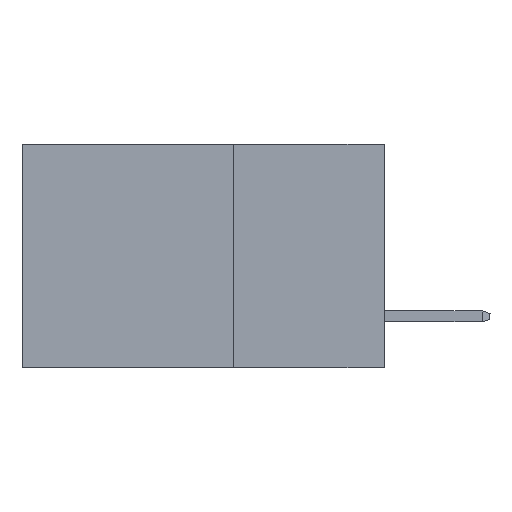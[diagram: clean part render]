
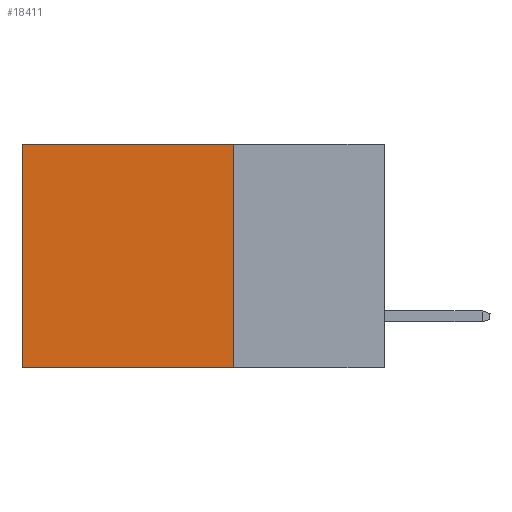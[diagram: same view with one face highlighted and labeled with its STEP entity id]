
A CAD part, left-side view. The second image highlights one B-rep face of the part: STEP entity #18411.
In plain terms, the highlighted planar face has unit normal (-1, 0, 0).
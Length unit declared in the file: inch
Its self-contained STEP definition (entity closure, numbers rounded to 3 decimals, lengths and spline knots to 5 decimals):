
#733 = DIRECTION ( 'NONE',  ( 0., 0., -1. ) ) ;
#761 = FACE_OUTER_BOUND ( 'NONE', #21269, .T. ) ;
#1217 = EDGE_CURVE ( 'NONE', #26051, #26291, #1246, .T. ) ;
#1246 = LINE ( 'NONE', #10972, #15875 ) ;
#1389 = CARTESIAN_POINT ( 'NONE',  ( 0.298, 0.6, -0.37 ) ) ;
#1693 = ORIENTED_EDGE ( 'NONE', *, *, #1217, .F. ) ;
#3258 = EDGE_CURVE ( 'NONE', #26051, #16402, #6201, .T. ) ;
#3584 = CARTESIAN_POINT ( 'NONE',  ( 0.298, 0.25, 0. ) ) ;
#3846 = ORIENTED_EDGE ( 'NONE', *, *, #16173, .T. ) ;
#3865 = EDGE_CURVE ( 'NONE', #26291, #13639, #13337, .T. ) ;
#5573 = ORIENTED_EDGE ( 'NONE', *, *, #3865, .F. ) ;
#5596 = DIRECTION ( 'NONE',  ( 0., 1., 0. ) ) ;
#6051 = ORIENTED_EDGE ( 'NONE', *, *, #3258, .T. ) ;
#6201 = LINE ( 'NONE', #3584, #26268 ) ;
#7586 = VECTOR ( 'NONE', #13842, 39.37008 ) ;
#7831 = VECTOR ( 'NONE', #733, 39.37008 ) ;
#8019 = CARTESIAN_POINT ( 'NONE',  ( 0.298, 0.25, -0.37 ) ) ;
#8634 = PLANE ( 'NONE',  #25413 ) ;
#8722 = CARTESIAN_POINT ( 'NONE',  ( 0.298, 0.25, 0. ) ) ;
#8819 = DIRECTION ( 'NONE',  ( 1., 0., 0. ) ) ;
#10972 = CARTESIAN_POINT ( 'NONE',  ( 0.298, 0.25, 0. ) ) ;
#12935 = CARTESIAN_POINT ( 'NONE',  ( 0.298, 0.6, 0. ) ) ;
#12936 = DIRECTION ( 'NONE',  ( 0., 0., -1. ) ) ;
#13337 = LINE ( 'NONE', #8019, #7586 ) ;
#13639 = VERTEX_POINT ( 'NONE', #1389 ) ;
#13842 = DIRECTION ( 'NONE',  ( 0., 1., 0. ) ) ;
#15090 = DIRECTION ( 'NONE',  ( 0., 0., -1. ) ) ;
#15875 = VECTOR ( 'NONE', #15090, 39.37008 ) ;
#16173 = EDGE_CURVE ( 'NONE', #16402, #13639, #24387, .T. ) ;
#16402 = VERTEX_POINT ( 'NONE', #26180 ) ;
#18411 = ADVANCED_FACE ( 'NONE', ( #761 ), #8634, .F. ) ;
#19460 = CARTESIAN_POINT ( 'NONE',  ( 0.298, 0.25, -0.37 ) ) ;
#21269 = EDGE_LOOP ( 'NONE', ( #3846, #5573, #1693, #6051 ) ) ;
#23385 = CARTESIAN_POINT ( 'NONE',  ( 0.298, 0.25, 0. ) ) ;
#24387 = LINE ( 'NONE', #12935, #7831 ) ;
#25413 = AXIS2_PLACEMENT_3D ( 'NONE', #8722, #8819, #12936 ) ;
#26051 = VERTEX_POINT ( 'NONE', #23385 ) ;
#26180 = CARTESIAN_POINT ( 'NONE',  ( 0.298, 0.6, 0. ) ) ;
#26268 = VECTOR ( 'NONE', #5596, 39.37008 ) ;
#26291 = VERTEX_POINT ( 'NONE', #19460 ) ;
